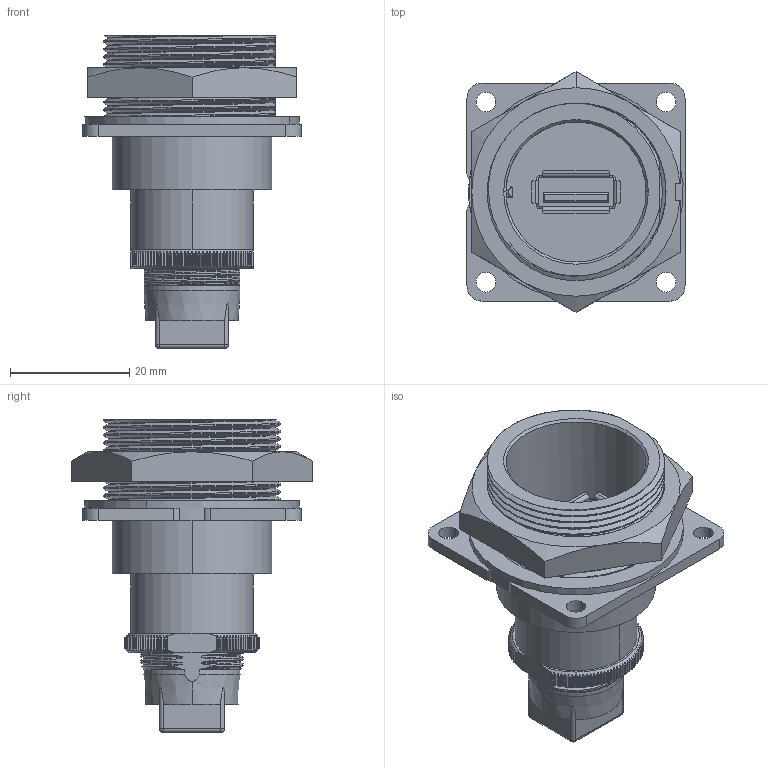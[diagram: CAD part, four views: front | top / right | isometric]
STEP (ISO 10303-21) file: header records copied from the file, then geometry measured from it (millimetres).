
FILE_DESCRIPTION (( 'STEP AP203' ), '1' );
FILE_NAME ('DCP-USBAT-USBB.STEP', '2013-06-10T15:33:40', ( 'J0FPBF1' ), ( '' ), 'SwSTEP 2.0', 'SolidWorks 2012', '' );
FILE_SCHEMA (( 'CONFIG_CONTROL_DESIGN' ));
Products named in the file (1): DCP-USBAT-USBB
Bounding box: 36.53 x 40.33 x 52.45 mm (x, y, z)
Volume: 17884.6 mm3; surface area: 12201.8 mm2
Topology: 2 solids, 2 shells, 746 faces, 2168 edges, 1429 vertices
Faces by surface type: cylinder 355, plane 326, bspline 41, cone 20, sphere 4
Entity records: 39326 total; most frequent: CARTESIAN_POINT 21299, ORIENTED_EDGE 4324, DIRECTION 3035, EDGE_CURVE 2162, VERTEX_POINT 1429, AXIS2_PLACEMENT_3D 1057, VECTOR 921, LINE 921
